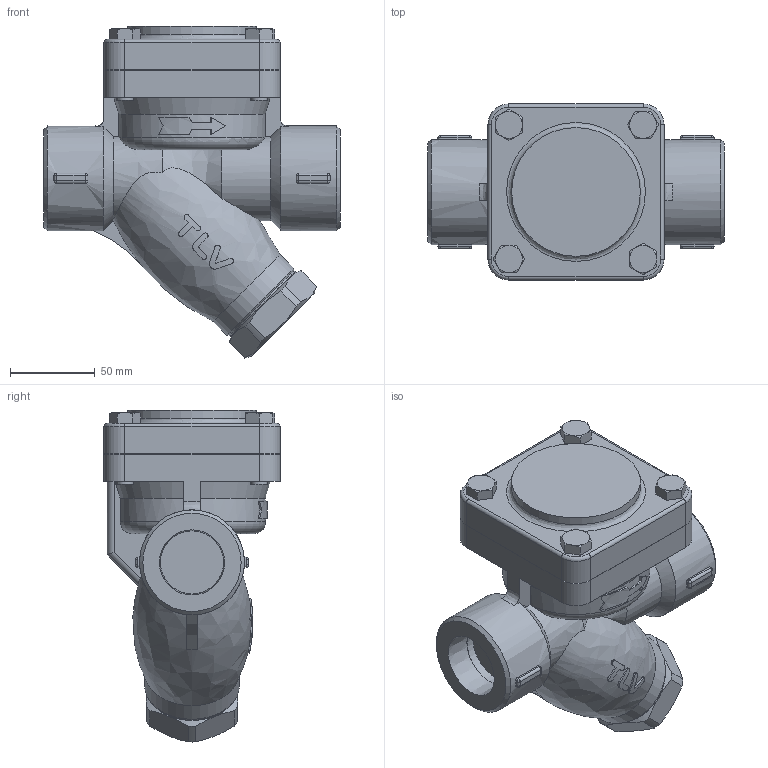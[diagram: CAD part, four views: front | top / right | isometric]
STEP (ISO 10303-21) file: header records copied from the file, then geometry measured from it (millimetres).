
FILE_DESCRIPTION((''),'2;1');
FILE_NAME('a3n00-032-screw-00.stp','2010-12-08T17:03:31',('nakaot'),(''),'Autodesk Inventor 2008','Autodesk Inventor 2008','');
FILE_SCHEMA(('AUTOMOTIVE_DESIGN { 1 0 10303 214 1 1 1 1 }'));
Length unit declared in the file: millimetre
Products named in the file (1): a3n00-032-screw-00
Bounding box: 175 x 104 x 196.05 mm (x, y, z)
Volume: 1262396.6 mm3; surface area: 117956.4 mm2
Topology: 1 solids, 1 shells, 289 faces, 714 edges, 439 vertices
Faces by surface type: plane 107, cylinder 81, bspline 44, cone 34, sphere 16, torus 7
Full cylindrical faces by diameter (mm): 10 x8, 37.313 x1, 54 x1, 56 x1, 62 x1, 70 x1, 76 x1
Entity records: 10413 total; most frequent: CARTESIAN_POINT 4239, ORIENTED_EDGE 1316, DIRECTION 1180, EDGE_CURVE 658, AXIS2_PLACEMENT_3D 461, VERTEX_POINT 428, EDGE_LOOP 354, FACE_OUTER_BOUND 289
